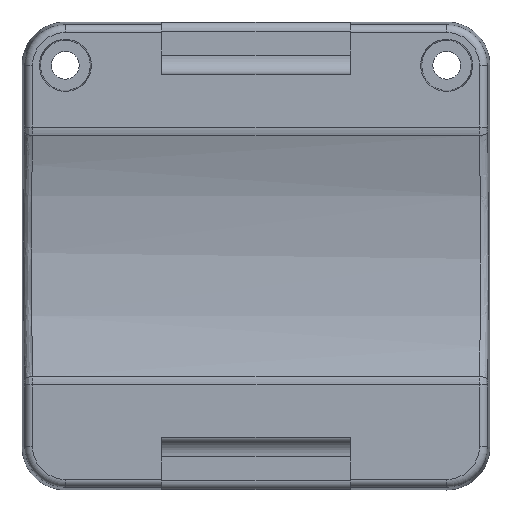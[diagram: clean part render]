
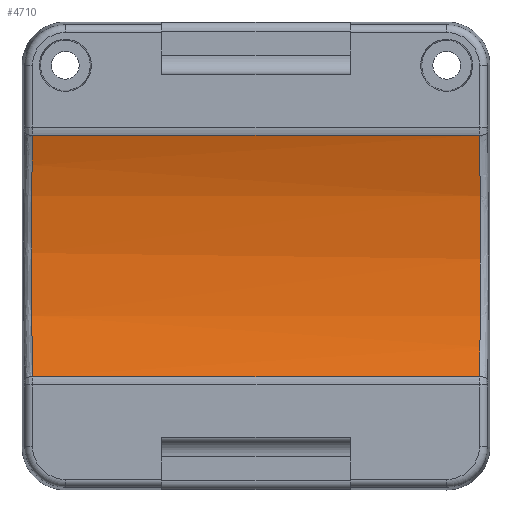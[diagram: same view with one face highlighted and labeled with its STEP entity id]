
A CAD part, front view. The second image highlights one B-rep face of the part: STEP entity #4710.
In plain terms, the highlighted cylindrical face has radius 44 mm (diameter 88 mm), a partial arc.
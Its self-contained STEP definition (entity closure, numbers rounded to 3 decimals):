
#880=CARTESIAN_POINT('',(25.785,-26.846,13.933));
#881=CARTESIAN_POINT('',(25.945,-23.843,4.939));
#882=CARTESIAN_POINT('',(25.945,-23.843,-4.939));
#883=CARTESIAN_POINT('',(25.785,-26.846,-13.933));
#1051=CARTESIAN_POINT('',(-25.785,-26.846,
-13.933));
#1052=CARTESIAN_POINT('',(-25.945,-23.843,
-4.939));
#1053=CARTESIAN_POINT('',(-25.945,-23.843,
4.939));
#1054=CARTESIAN_POINT('',(-25.785,-26.846,
13.933));
#1096=DIRECTION('',(1.,0.,0.));
#1097=VECTOR('',#1096,51.57);
#1098=CARTESIAN_POINT('',(-25.785,-26.846,
13.933));
#1099=LINE('',#1098,#1097);
#1105=DIRECTION('',(-1.,0.,0.));
#1106=VECTOR('',#1105,51.57);
#1107=CARTESIAN_POINT('',(25.785,-26.846,
-13.933));
#1108=LINE('',#1107,#1106);
#2909=CARTESIAN_POINT('',(-25.785,-26.846,
13.933));
#2910=CARTESIAN_POINT('',(25.785,-26.846,13.933));
#2911=VERTEX_POINT('',#2909);
#2912=VERTEX_POINT('',#2910);
#2913=VERTEX_POINT('',#1051);
#2914=CARTESIAN_POINT('',(25.785,-26.846,
-13.933));
#2915=VERTEX_POINT('',#2914);
#4698=CARTESIAN_POINT('',(28.,-68.581,0.));
#4699=DIRECTION('',(-1.,0.,0.));
#4700=DIRECTION('',(0.,0.,1.));
#4701=AXIS2_PLACEMENT_3D('',#4698,#4699,#4700);
#4702=CYLINDRICAL_SURFACE('',#4701,44.);
#4703=ORIENTED_EDGE('',*,*,#4692,.T.);
#4704=ORIENTED_EDGE('',*,*,#4423,.T.);
#4706=ORIENTED_EDGE('',*,*,#4705,.T.);
#4707=ORIENTED_EDGE('',*,*,#4653,.T.);
#4708=EDGE_LOOP('',(#4703,#4704,#4706,#4707));
#4709=FACE_OUTER_BOUND('',#4708,.F.);
#4710=ADVANCED_FACE('',(#4709),#4702,.F.);
#884=B_SPLINE_CURVE_WITH_KNOTS('',3,(#880,#881,#882,#883),.UNSPECIFIED.,.F.,.F.,
(4,4),(0.,1.),.UNSPECIFIED.);
#1055=B_SPLINE_CURVE_WITH_KNOTS('',3,(#1051,#1052,#1053,#1054),.UNSPECIFIED.,
.F.,.F.,(4,4),(0.,1.),.UNSPECIFIED.);
#4423=EDGE_CURVE('',#2912,#2915,#884,.T.);
#4653=EDGE_CURVE('',#2913,#2911,#1055,.T.);
#4692=EDGE_CURVE('',#2911,#2912,#1099,.T.);
#4705=EDGE_CURVE('',#2915,#2913,#1108,.T.);
